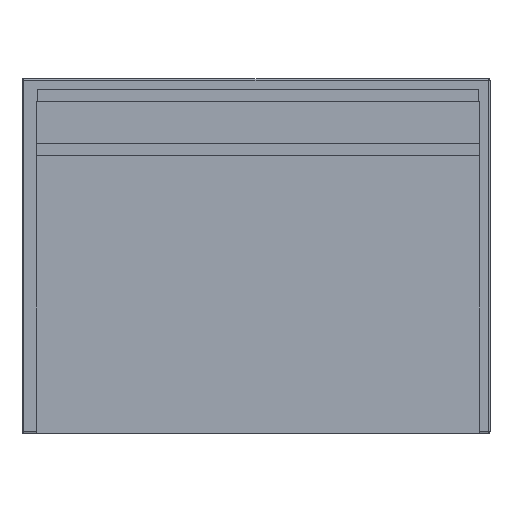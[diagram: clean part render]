
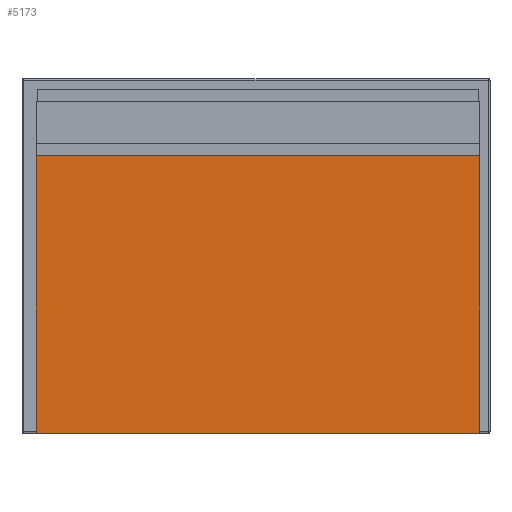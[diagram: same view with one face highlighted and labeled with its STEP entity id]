
A CAD part, front view. The second image highlights one B-rep face of the part: STEP entity #5173.
In plain terms, the highlighted planar face has unit normal (0, -1, 0).
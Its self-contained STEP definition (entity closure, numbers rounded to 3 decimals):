
#303 = DIRECTION ( 'NONE',  ( 0., 0., -1. ) ) ;
#462 = CARTESIAN_POINT ( 'NONE',  ( -294., -490.1, 0. ) ) ;
#609 = DIRECTION ( 'NONE',  ( -1., 0., 0. ) ) ;
#638 = ORIENTED_EDGE ( 'NONE', *, *, #6556, .F. ) ;
#644 = VERTEX_POINT ( 'NONE', #462 ) ;
#752 = ORIENTED_EDGE ( 'NONE', *, *, #1676, .T. ) ;
#942 = VECTOR ( 'NONE', #2959, 1000. ) ;
#963 = LINE ( 'NONE', #3142, #3237 ) ;
#1373 = LINE ( 'NONE', #2482, #942 ) ;
#1412 = PLANE ( 'NONE',  #6208 ) ;
#1445 = CARTESIAN_POINT ( 'NONE',  ( 675.441, -490.1, 0. ) ) ;
#1676 = EDGE_CURVE ( 'NONE', #3574, #5709, #963, .T. ) ;
#1720 = CARTESIAN_POINT ( 'NONE',  ( 675.441, -490.1, 0. ) ) ;
#2452 = FACE_OUTER_BOUND ( 'NONE', #3005, .T. ) ;
#2482 = CARTESIAN_POINT ( 'NONE',  ( 294., -490.1, 0. ) ) ;
#2571 = EDGE_CURVE ( 'NONE', #4728, #644, #5219, .T. ) ;
#2799 = CARTESIAN_POINT ( 'NONE',  ( 294., -490.1, 368.1 ) ) ;
#2959 = DIRECTION ( 'NONE',  ( 0., 0., -1. ) ) ;
#3005 = EDGE_LOOP ( 'NONE', ( #4402, #752, #638, #3724 ) ) ;
#3142 = CARTESIAN_POINT ( 'NONE',  ( 675.441, -490.1, 368.1 ) ) ;
#3237 = VECTOR ( 'NONE', #4535, 1000. ) ;
#3378 = CARTESIAN_POINT ( 'NONE',  ( -294., -490.1, 368.1 ) ) ;
#3485 = DIRECTION ( 'NONE',  ( 0., -1., 0. ) ) ;
#3574 = VERTEX_POINT ( 'NONE', #2799 ) ;
#3724 = ORIENTED_EDGE ( 'NONE', *, *, #2571, .F. ) ;
#4175 = CARTESIAN_POINT ( 'NONE',  ( -294., -490.1, 0. ) ) ;
#4279 = VECTOR ( 'NONE', #5284, 1000. ) ;
#4402 = ORIENTED_EDGE ( 'NONE', *, *, #5710, .F. ) ;
#4535 = DIRECTION ( 'NONE',  ( -1., 0., 0. ) ) ;
#4728 = VERTEX_POINT ( 'NONE', #4984 ) ;
#4984 = CARTESIAN_POINT ( 'NONE',  ( 294., -490.1, 0. ) ) ;
#5173 = ADVANCED_FACE ( 'NONE', ( #2452 ), #1412, .T. ) ;
#5219 = LINE ( 'NONE', #1720, #6663 ) ;
#5284 = DIRECTION ( 'NONE',  ( 0., 0., 1. ) ) ;
#5709 = VERTEX_POINT ( 'NONE', #3378 ) ;
#5710 = EDGE_CURVE ( 'NONE', #3574, #4728, #1373, .T. ) ;
#5747 = LINE ( 'NONE', #4175, #4279 ) ;
#6208 = AXIS2_PLACEMENT_3D ( 'NONE', #1445, #3485, #303 ) ;
#6556 = EDGE_CURVE ( 'NONE', #644, #5709, #5747, .T. ) ;
#6663 = VECTOR ( 'NONE', #609, 1000. ) ;
